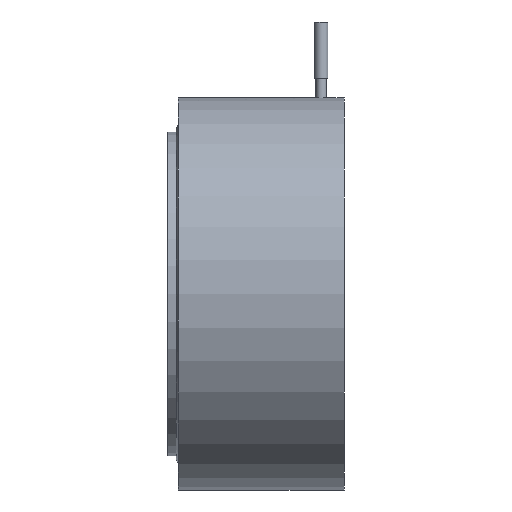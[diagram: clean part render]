
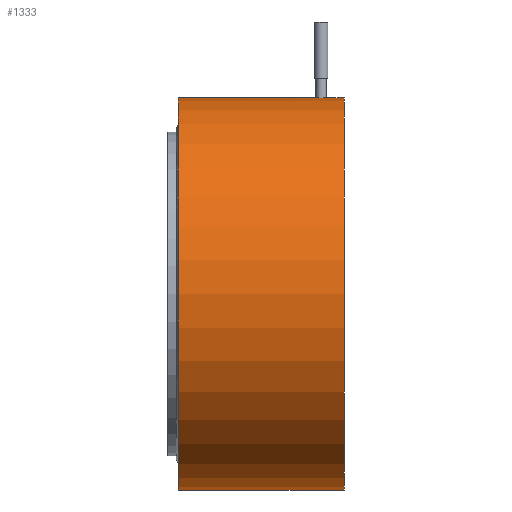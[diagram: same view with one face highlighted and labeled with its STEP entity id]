
A CAD part, front view. The second image highlights one B-rep face of the part: STEP entity #1333.
In plain terms, the highlighted cylindrical face has radius 88.519 mm (diameter 177.038 mm), a partial arc.
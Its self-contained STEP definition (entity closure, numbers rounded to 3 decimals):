
#893=CARTESIAN_POINT('POINT59',(71.755,0.,
   88.519));
#894=VERTEX_POINT('VERTEX59',#893);
#902=CARTESIAN_POINT('POINT60',(66.929,0.,
   88.519));
#903=VERTEX_POINT('VERTEX60',#902);
#910=CARTESIAN_POINT('POINT61',(69.342,-2.413,
   88.486));
#911=VERTEX_POINT('VERTEX61',#910);
#912=B_SPLINE_CURVE_WITH_KNOTS('SPLINE_CRV1',3,(#913,#914,#915,#916,#917
   ,#918,#919,#920,#921,#922),.UNSPECIFIED.,.F.,.F.,(4,2,2,2,4),(
   0.,0.036,0.072,
   0.107,0.143),.UNSPECIFIED.);
#913=CARTESIAN_POINT('',(69.342,-2.413,88.486))
   ;
#914=CARTESIAN_POINT('',(69.039,-2.413,
   88.486));
#915=CARTESIAN_POINT('',(68.716,-2.352,
   88.488));
#916=CARTESIAN_POINT('',(68.121,-2.106,
   88.494));
#917=CARTESIAN_POINT('',(67.85,-1.92,
   88.498));
#918=CARTESIAN_POINT('',(67.422,-1.492,
   88.507));
#919=CARTESIAN_POINT('',(67.236,-1.221,
   88.511));
#920=CARTESIAN_POINT('',(66.99,-0.626,
   88.517));
#921=CARTESIAN_POINT('',(66.929,-0.303,88.519)
   );
#922=CARTESIAN_POINT('',(66.929,0.,88.519)
   );
#923=EDGE_CURVE('EDGE91',#911,#903,#912,.T.);
#925=B_SPLINE_CURVE_WITH_KNOTS('SPLINE_CRV2',3,(#926,#927,#928,#929,#930
   ,#931,#932,#933,#934,#935),.UNSPECIFIED.,.F.,.F.,(4,2,2,2,4),(
   0.429,0.465,0.501,
   0.537,0.573),.UNSPECIFIED.);
#926=CARTESIAN_POINT('',(71.755,0.,88.519))
   ;
#927=CARTESIAN_POINT('',(71.755,-0.303,88.519)
   );
#928=CARTESIAN_POINT('',(71.694,-0.626,
   88.517));
#929=CARTESIAN_POINT('',(71.448,-1.221,
   88.511));
#930=CARTESIAN_POINT('',(71.262,-1.492,
   88.507));
#931=CARTESIAN_POINT('',(70.834,-1.92,
   88.498));
#932=CARTESIAN_POINT('',(70.563,-2.106,
   88.494));
#933=CARTESIAN_POINT('',(69.968,-2.352,
   88.488));
#934=CARTESIAN_POINT('',(69.645,-2.413,
   88.486));
#935=CARTESIAN_POINT('',(69.342,-2.413,88.486))
   ;
#936=EDGE_CURVE('EDGE92',#894,#911,#925,.T.);
#993=CARTESIAN_POINT('POINT62',(79.756,0.,
   88.519));
#994=VERTEX_POINT('VERTEX62',#993);
#995=CARTESIAN_POINT('POINT63',(79.756,0.,
   -88.519));
#996=VERTEX_POINT('VERTEX63',#995);
#997=CARTESIAN_POINT('POS91',(79.756,0.,0.));
#998=DIRECTION('DIR149',(-1.,0.,0.));
#999=DIRECTION('DIR150',(0.,0.,1.));
#1000=AXIS2_PLACEMENT_3D('AXIS59',#997,#998,#999);
#1001=CIRCLE('ELLIPSE30',#1000,88.519);
#1004=EDGE_CURVE('EDGE95',#996,#994,#1001,.T.);
#1294=CARTESIAN_POINT('POS121',(20.803,0.,
   88.519));
#1295=DIRECTION('DIR195',(-1.,0.,0.));
#1296=VECTOR('VEC47',#1295,1.);
#1297=LINE('STRAIGHT47',#1294,#1296);
#1298=EDGE_CURVE('EDGE124',#994,#894,#1297,.T.);
#1299=ORIENTED_EDGE('COEDGE228',*,*,#1298,.T.);
#1300=ORIENTED_EDGE('COEDGE229',*,*,#936,.T.);
#1301=ORIENTED_EDGE('COEDGE230',*,*,#923,.T.);
#1302=CARTESIAN_POINT('POINT78',(4.826,
   0.,88.519));
#1303=VERTEX_POINT('VERTEX78',#1302);
#1304=CARTESIAN_POINT('POS122',(20.803,0.,
   88.519));
#1305=DIRECTION('DIR196',(-1.,0.,0.));
#1306=VECTOR('VEC48',#1305,1.);
#1307=LINE('STRAIGHT48',#1304,#1306);
#1308=EDGE_CURVE('EDGE125',#903,#1303,#1307,.T.);
#1309=ORIENTED_EDGE('COEDGE231',*,*,#1308,.T.);
#1310=CARTESIAN_POINT('POINT79',(4.826,
   0.,-88.519));
#1311=VERTEX_POINT('VERTEX79',#1310);
#1312=CARTESIAN_POINT('POS123',(4.826,0.,0.)
   );
#1313=DIRECTION('DIR197',(-1.,0.,0.));
#1314=DIRECTION('DIR198',(0.,0.,1.));
#1315=AXIS2_PLACEMENT_3D('AXIS75',#1312,#1313,#1314);
#1316=CIRCLE('ELLIPSE38',#1315,88.519);
#1317=EDGE_CURVE('EDGE126',#1311,#1303,#1316,.T.);
#1318=ORIENTED_EDGE('COEDGE232',*,*,#1317,.F.);
#1319=CARTESIAN_POINT('POS124',(20.803,0.,
   -88.519));
#1320=DIRECTION('DIR199',(1.,0.,0.));
#1321=VECTOR('VEC49',#1320,1.);
#1322=LINE('STRAIGHT49',#1319,#1321);
#1323=EDGE_CURVE('EDGE127',#1311,#996,#1322,.T.);
#1324=ORIENTED_EDGE('COEDGE233',*,*,#1323,.T.);
#1325=ORIENTED_EDGE('COEDGE234',*,*,#1004,.T.);
#1326=EDGE_LOOP('NONE',(#1299,#1300,#1301,#1309,#1318,#1324,#1325));
#1327=FACE_BOUND('LOOP1',#1326,.T.);
#1328=CARTESIAN_POINT('POS125',(20.803,0.,0.));
#1329=DIRECTION('DIR200',(-1.,0.,0.));
#1330=DIRECTION('DIR201',(0.,0.,1.));
#1331=AXIS2_PLACEMENT_3D('AXIS76',#1328,#1329,#1330);
#1332=CYLINDRICAL_SURFACE('CONE_SURF24',#1331,88.519);
#1333=ADVANCED_FACE('FACE61',(#1327),#1332,.T.);
